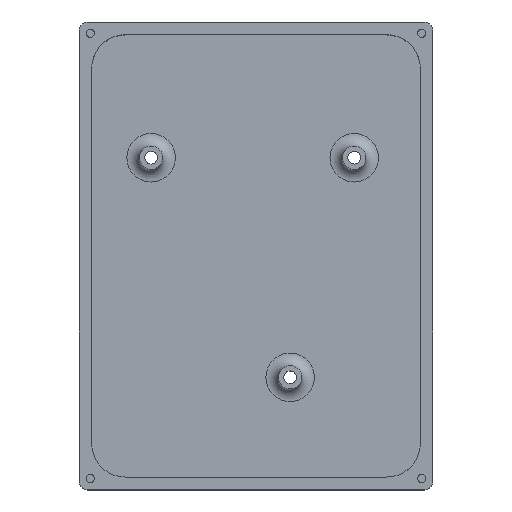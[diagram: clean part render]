
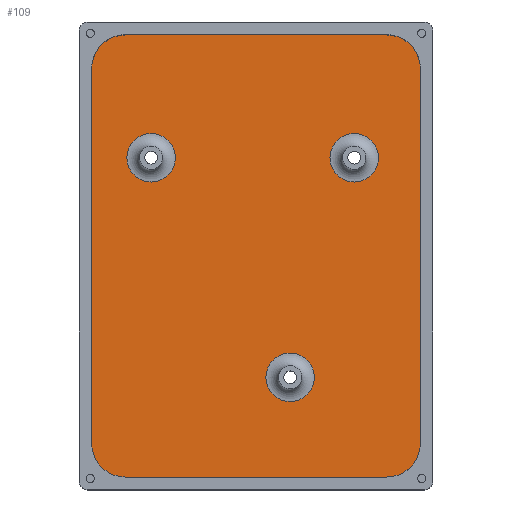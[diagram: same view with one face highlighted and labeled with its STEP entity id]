
A CAD part, top view. The second image highlights one B-rep face of the part: STEP entity #109.
In plain terms, the highlighted planar face has unit normal (0, 0, 1).
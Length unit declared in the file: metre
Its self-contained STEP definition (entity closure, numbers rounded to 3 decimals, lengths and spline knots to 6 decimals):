
#109 = ADVANCED_FACE( '', ( #273, #274, #275, #276 ), #277, .T. );
#273 = FACE_BOUND( '', #533, .T. );
#274 = FACE_BOUND( '', #534, .T. );
#275 = FACE_BOUND( '', #535, .T. );
#276 = FACE_OUTER_BOUND( '', #536, .T. );
#277 = PLANE( '', #537 );
#533 = EDGE_LOOP( '', ( #832 ) );
#534 = EDGE_LOOP( '', ( #833 ) );
#535 = EDGE_LOOP( '', ( #834 ) );
#536 = EDGE_LOOP( '', ( #835, #836, #837, #838, #839, #840, #841, #842 ) );
#537 = AXIS2_PLACEMENT_3D( '', #843, #844, #845 );
#832 = ORIENTED_EDGE( '', *, *, #1416, .T. );
#833 = ORIENTED_EDGE( '', *, *, #1417, .T. );
#834 = ORIENTED_EDGE( '', *, *, #1418, .T. );
#835 = ORIENTED_EDGE( '', *, *, #1419, .F. );
#836 = ORIENTED_EDGE( '', *, *, #1420, .T. );
#837 = ORIENTED_EDGE( '', *, *, #1389, .T. );
#838 = ORIENTED_EDGE( '', *, *, #1421, .T. );
#839 = ORIENTED_EDGE( '', *, *, #1422, .T. );
#840 = ORIENTED_EDGE( '', *, *, #1423, .T. );
#841 = ORIENTED_EDGE( '', *, *, #1400, .F. );
#842 = ORIENTED_EDGE( '', *, *, #1424, .T. );
#843 = CARTESIAN_POINT( '', ( 0., 0., 0. ) );
#844 = DIRECTION( '', ( 0., 0., 1. ) );
#845 = DIRECTION( '', ( 1., 0., 0. ) );
#1389 = EDGE_CURVE( '', #1641, #1639, #1642, .T. );
#1400 = EDGE_CURVE( '', #1659, #1661, #1662, .T. );
#1416 = EDGE_CURVE( '', #1689, #1689, #1690, .F. );
#1417 = EDGE_CURVE( '', #1691, #1691, #1692, .F. );
#1418 = EDGE_CURVE( '', #1693, #1693, #1694, .F. );
#1419 = EDGE_CURVE( '', #1695, #1696, #1697, .T. );
#1420 = EDGE_CURVE( '', #1695, #1641, #1698, .T. );
#1421 = EDGE_CURVE( '', #1639, #1699, #1700, .T. );
#1422 = EDGE_CURVE( '', #1699, #1701, #1702, .T. );
#1423 = EDGE_CURVE( '', #1701, #1661, #1703, .T. );
#1424 = EDGE_CURVE( '', #1659, #1696, #1704, .T. );
#1639 = VERTEX_POINT( '', #2015 );
#1641 = VERTEX_POINT( '', #2018 );
#1642 = LINE( '', #2019, #2020 );
#1659 = VERTEX_POINT( '', #2043 );
#1661 = VERTEX_POINT( '', #2046 );
#1662 = LINE( '', #2047, #2048 );
#1689 = VERTEX_POINT( '', #2086 );
#1690 = CIRCLE( '', #2087, 0.00575 );
#1691 = VERTEX_POINT( '', #2088 );
#1692 = CIRCLE( '', #2089, 0.00575 );
#1693 = VERTEX_POINT( '', #2090 );
#1694 = CIRCLE( '', #2091, 0.00575 );
#1695 = VERTEX_POINT( '', #2092 );
#1696 = VERTEX_POINT( '', #2093 );
#1697 = LINE( '', #2094, #2095 );
#1698 = CIRCLE( '', #2096, 0.008 );
#1699 = VERTEX_POINT( '', #2097 );
#1700 = CIRCLE( '', #2098, 0.008 );
#1701 = VERTEX_POINT( '', #2099 );
#1702 = LINE( '', #2100, #2101 );
#1703 = CIRCLE( '', #2102, 0.008 );
#1704 = CIRCLE( '', #2103, 0.008 );
#2015 = CARTESIAN_POINT( '', ( -0.039, -0.0445, 0. ) );
#2018 = CARTESIAN_POINT( '', ( -0.039, 0.0445, 0. ) );
#2019 = CARTESIAN_POINT( '', ( -0.039, 0., 0. ) );
#2020 = VECTOR( '', #2509, 1. );
#2043 = CARTESIAN_POINT( '', ( 0.039, 0.0445, 0. ) );
#2046 = CARTESIAN_POINT( '', ( 0.039, -0.0445, 0. ) );
#2047 = CARTESIAN_POINT( '', ( 0.039, 0., 0. ) );
#2048 = VECTOR( '', #2520, 1. );
#2086 = CARTESIAN_POINT( '', ( 0.01385, -0.02876, 0. ) );
#2087 = AXIS2_PLACEMENT_3D( '', #2535, #2536, #2537 );
#2088 = CARTESIAN_POINT( '', ( 0.02905, 0.02334, 0. ) );
#2089 = AXIS2_PLACEMENT_3D( '', #2538, #2539, #2540 );
#2090 = CARTESIAN_POINT( '', ( -0.01915, 0.02334, 0. ) );
#2091 = AXIS2_PLACEMENT_3D( '', #2541, #2542, #2543 );
#2092 = CARTESIAN_POINT( '', ( -0.031, 0.0525, 0. ) );
#2093 = CARTESIAN_POINT( '', ( 0.031, 0.0525, 0. ) );
#2094 = CARTESIAN_POINT( '', ( 0., 0.0525, 0. ) );
#2095 = VECTOR( '', #2544, 1. );
#2096 = AXIS2_PLACEMENT_3D( '', #2545, #2546, #2547 );
#2097 = CARTESIAN_POINT( '', ( -0.031, -0.0525, 0. ) );
#2098 = AXIS2_PLACEMENT_3D( '', #2548, #2549, #2550 );
#2099 = CARTESIAN_POINT( '', ( 0.031, -0.0525, 0. ) );
#2100 = CARTESIAN_POINT( '', ( 0., -0.0525, 0. ) );
#2101 = VECTOR( '', #2551, 1. );
#2102 = AXIS2_PLACEMENT_3D( '', #2552, #2553, #2554 );
#2103 = AXIS2_PLACEMENT_3D( '', #2555, #2556, #2557 );
#2509 = DIRECTION( '', ( 0., -1., 0. ) );
#2520 = DIRECTION( '', ( 0., -1., 0. ) );
#2535 = CARTESIAN_POINT( '', ( 0.0081, -0.02876, 0. ) );
#2536 = DIRECTION( '', ( 0., 0., 1. ) );
#2537 = DIRECTION( '', ( 1., 0., 0. ) );
#2538 = CARTESIAN_POINT( '', ( 0.0233, 0.02334, 0. ) );
#2539 = DIRECTION( '', ( 0., 0., 1. ) );
#2540 = DIRECTION( '', ( 1., 0., 0. ) );
#2541 = CARTESIAN_POINT( '', ( -0.0249, 0.02334, 0. ) );
#2542 = DIRECTION( '', ( 0., 0., 1. ) );
#2543 = DIRECTION( '', ( 1., 0., 0. ) );
#2544 = DIRECTION( '', ( 1., 0., 0. ) );
#2545 = CARTESIAN_POINT( '', ( -0.031, 0.0445, 0. ) );
#2546 = DIRECTION( '', ( 0., 0., 1. ) );
#2547 = DIRECTION( '', ( 1., 0., 0. ) );
#2548 = CARTESIAN_POINT( '', ( -0.031, -0.0445, 0. ) );
#2549 = DIRECTION( '', ( 0., 0., 1. ) );
#2550 = DIRECTION( '', ( 1., 0., 0. ) );
#2551 = DIRECTION( '', ( 1., 0., 0. ) );
#2552 = CARTESIAN_POINT( '', ( 0.031, -0.0445, 0. ) );
#2553 = DIRECTION( '', ( 0., 0., 1. ) );
#2554 = DIRECTION( '', ( 1., 0., 0. ) );
#2555 = CARTESIAN_POINT( '', ( 0.031, 0.0445, 0. ) );
#2556 = DIRECTION( '', ( 0., 0., 1. ) );
#2557 = DIRECTION( '', ( 1., 0., 0. ) );
